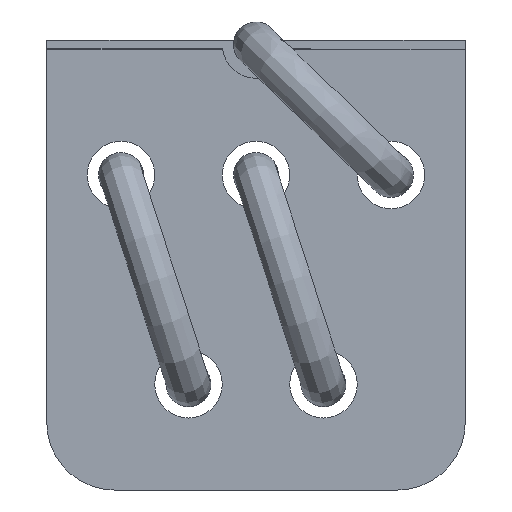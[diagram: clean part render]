
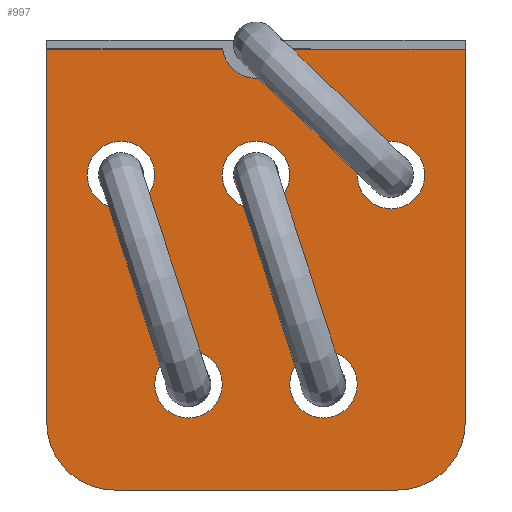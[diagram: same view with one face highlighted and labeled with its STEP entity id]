
A CAD part, left-side view. The second image highlights one B-rep face of the part: STEP entity #997.
In plain terms, the highlighted planar face has unit normal (-1, 0, 0).
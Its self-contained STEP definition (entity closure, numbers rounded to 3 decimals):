
#26=LINE('',#2173,#116);
#27=LINE('',#2176,#117);
#28=LINE('',#2180,#118);
#29=LINE('',#2184,#119);
#30=LINE('',#2186,#120);
#116=VECTOR('',#1260,1000.);
#117=VECTOR('',#1261,1000.);
#118=VECTOR('',#1264,1000.);
#119=VECTOR('',#1267,1000.);
#120=VECTOR('',#1268,1000.);
#208=PLANE('',#1129);
#273=ORIENTED_EDGE('',*,*,#527,.F.);
#274=ORIENTED_EDGE('',*,*,#528,.T.);
#275=ORIENTED_EDGE('',*,*,#529,.F.);
#276=ORIENTED_EDGE('',*,*,#530,.F.);
#277=ORIENTED_EDGE('',*,*,#531,.T.);
#278=ORIENTED_EDGE('',*,*,#532,.F.);
#279=ORIENTED_EDGE('',*,*,#533,.T.);
#280=ORIENTED_EDGE('',*,*,#534,.T.);
#281=ORIENTED_EDGE('',*,*,#535,.T.);
#282=ORIENTED_EDGE('',*,*,#536,.T.);
#283=ORIENTED_EDGE('',*,*,#537,.F.);
#284=ORIENTED_EDGE('',*,*,#538,.F.);
#285=ORIENTED_EDGE('',*,*,#539,.F.);
#527=EDGE_CURVE('',#659,#659,#755,.F.);
#528=EDGE_CURVE('',#660,#660,#756,.T.);
#529=EDGE_CURVE('',#661,#661,#757,.F.);
#530=EDGE_CURVE('',#662,#662,#758,.F.);
#531=EDGE_CURVE('',#663,#663,#759,.T.);
#532=EDGE_CURVE('',#664,#665,#26,.T.);
#533=EDGE_CURVE('',#664,#666,#27,.T.);
#534=EDGE_CURVE('',#666,#667,#760,.F.);
#535=EDGE_CURVE('',#667,#668,#28,.T.);
#536=EDGE_CURVE('',#668,#669,#761,.F.);
#537=EDGE_CURVE('',#670,#669,#29,.T.);
#538=EDGE_CURVE('',#671,#670,#30,.T.);
#539=EDGE_CURVE('',#665,#671,#762,.F.);
#659=VERTEX_POINT('',#2164);
#660=VERTEX_POINT('',#2166);
#661=VERTEX_POINT('',#2168);
#662=VERTEX_POINT('',#2170);
#663=VERTEX_POINT('',#2172);
#664=VERTEX_POINT('',#2174);
#665=VERTEX_POINT('',#2175);
#666=VERTEX_POINT('',#2177);
#667=VERTEX_POINT('',#2179);
#668=VERTEX_POINT('',#2181);
#669=VERTEX_POINT('',#2183);
#670=VERTEX_POINT('',#2185);
#671=VERTEX_POINT('',#2187);
#755=CIRCLE('',#1130,0.375);
#756=CIRCLE('',#1131,0.375);
#757=CIRCLE('',#1132,0.375);
#758=CIRCLE('',#1133,0.375);
#759=CIRCLE('',#1134,0.375);
#760=CIRCLE('',#1135,0.75);
#761=CIRCLE('',#1136,0.75);
#762=CIRCLE('',#1137,0.375);
#807=EDGE_LOOP('',(#273));
#808=EDGE_LOOP('',(#274));
#809=EDGE_LOOP('',(#275));
#810=EDGE_LOOP('',(#276));
#811=EDGE_LOOP('',(#277));
#812=EDGE_LOOP('',(#278,#279,#280,#281,#282,#283,#284,#285));
#897=FACE_BOUND('',#807,.T.);
#898=FACE_BOUND('',#808,.T.);
#899=FACE_BOUND('',#809,.T.);
#900=FACE_BOUND('',#810,.T.);
#901=FACE_BOUND('',#811,.T.);
#902=FACE_BOUND('',#812,.T.);
#997=ADVANCED_FACE('',(#897,#898,#899,#900,#901,#902),#208,.F.);
#1129=AXIS2_PLACEMENT_3D('',#2162,#1248,#1249);
#1130=AXIS2_PLACEMENT_3D('',#2163,#1250,#1251);
#1131=AXIS2_PLACEMENT_3D('',#2165,#1252,#1253);
#1132=AXIS2_PLACEMENT_3D('',#2167,#1254,#1255);
#1133=AXIS2_PLACEMENT_3D('',#2169,#1256,#1257);
#1134=AXIS2_PLACEMENT_3D('',#2171,#1258,#1259);
#1135=AXIS2_PLACEMENT_3D('',#2178,#1262,#1263);
#1136=AXIS2_PLACEMENT_3D('',#2182,#1265,#1266);
#1137=AXIS2_PLACEMENT_3D('',#2188,#1269,#1270);
#1248=DIRECTION('',(1.,0.,0.));
#1249=DIRECTION('',(0.,0.,-1.));
#1250=DIRECTION('',(1.,0.,0.));
#1251=DIRECTION('',(0.,0.,-1.));
#1252=DIRECTION('',(1.,0.,0.));
#1253=DIRECTION('',(0.,0.,-1.));
#1254=DIRECTION('',(1.,0.,0.));
#1255=DIRECTION('',(0.,0.,-1.));
#1256=DIRECTION('',(1.,0.,0.));
#1257=DIRECTION('',(0.,0.,-1.));
#1258=DIRECTION('',(1.,0.,0.));
#1259=DIRECTION('',(0.,0.,-1.));
#1260=DIRECTION('',(0.,-1.,0.));
#1261=DIRECTION('',(0.,0.,-1.));
#1262=DIRECTION('',(1.,0.,0.));
#1263=DIRECTION('',(0.,0.,-1.));
#1264=DIRECTION('',(0.,-1.,0.));
#1265=DIRECTION('',(1.,0.,0.));
#1266=DIRECTION('',(0.,0.,-1.));
#1267=DIRECTION('',(0.,0.,-1.));
#1268=DIRECTION('',(0.,-1.,0.));
#1269=DIRECTION('',(1.,0.,0.));
#1270=DIRECTION('',(0.,0.,-1.));
#2162=CARTESIAN_POINT('',(-4.25,2.325,2.5));
#2163=CARTESIAN_POINT('',(-4.25,-0.75,-1.325));
#2164=CARTESIAN_POINT('',(-4.25,-0.75,-1.7));
#2165=CARTESIAN_POINT('',(-4.25,1.5,1.));
#2166=CARTESIAN_POINT('',(-4.25,1.5,0.625));
#2167=CARTESIAN_POINT('',(-4.25,0.,1.));
#2168=CARTESIAN_POINT('',(-4.25,0.,0.625));
#2169=CARTESIAN_POINT('',(-4.25,-1.5,1.));
#2170=CARTESIAN_POINT('',(-4.25,-1.5,0.625));
#2171=CARTESIAN_POINT('',(-4.25,0.75,-1.325));
#2172=CARTESIAN_POINT('',(-4.25,0.75,-1.7));
#2173=CARTESIAN_POINT('',(-4.25,2.325,2.4));
#2174=CARTESIAN_POINT('',(-4.25,2.325,2.4));
#2175=CARTESIAN_POINT('',(-4.25,0.372,2.4));
#2176=CARTESIAN_POINT('',(-4.25,2.325,2.5));
#2177=CARTESIAN_POINT('',(-4.25,2.325,-1.75));
#2178=CARTESIAN_POINT('',(-4.25,1.575,-1.75));
#2179=CARTESIAN_POINT('',(-4.25,1.575,-2.5));
#2180=CARTESIAN_POINT('',(-4.25,2.325,-2.5));
#2181=CARTESIAN_POINT('',(-4.25,-1.575,-2.5));
#2182=CARTESIAN_POINT('',(-4.25,-1.575,-1.75));
#2183=CARTESIAN_POINT('',(-4.25,-2.325,-1.75));
#2184=CARTESIAN_POINT('',(-4.25,-2.325,2.5));
#2185=CARTESIAN_POINT('',(-4.25,-2.325,2.4));
#2186=CARTESIAN_POINT('',(-4.25,2.325,2.4));
#2187=CARTESIAN_POINT('',(-4.25,-0.372,2.4));
#2188=CARTESIAN_POINT('',(-4.25,0.,2.45));
